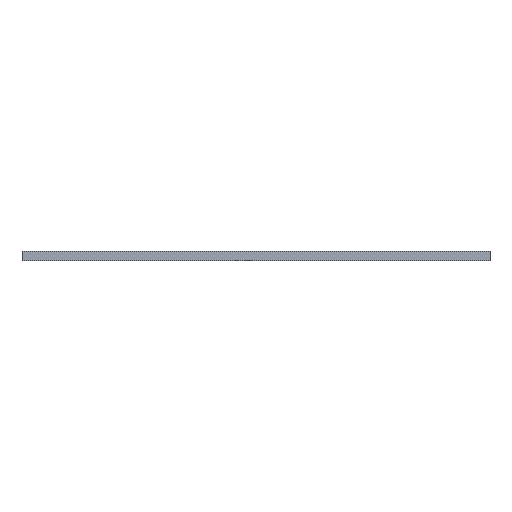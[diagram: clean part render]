
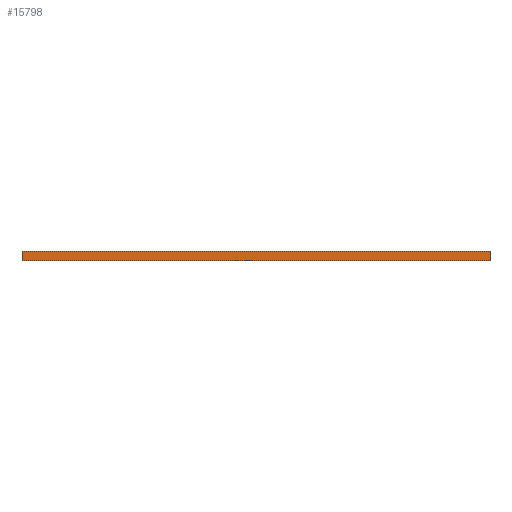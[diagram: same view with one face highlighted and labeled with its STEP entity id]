
A CAD part, front view. The second image highlights one B-rep face of the part: STEP entity #15798.
In plain terms, the highlighted planar face has unit normal (0, -1, 0).
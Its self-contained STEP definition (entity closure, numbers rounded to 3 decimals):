
#83 = PLANE('',#84);
#84 = AXIS2_PLACEMENT_3D('',#85,#86,#87);
#85 = CARTESIAN_POINT('',(28.576,-40.836,1.6));
#86 = DIRECTION('',(0.,0.,1.));
#87 = DIRECTION('',(1.,0.,-0.));
#137 = PLANE('',#138);
#138 = AXIS2_PLACEMENT_3D('',#139,#140,#141);
#139 = CARTESIAN_POINT('',(28.576,-40.836,0.));
#140 = DIRECTION('',(0.,0.,1.));
#141 = DIRECTION('',(1.,0.,-0.));
#330 = VERTEX_POINT('',#331);
#331 = CARTESIAN_POINT('',(-9.524,-114.304,0.));
#345 = PLANE('',#346);
#346 = AXIS2_PLACEMENT_3D('',#347,#348,#349);
#347 = CARTESIAN_POINT('',(-9.524,29.521,0.));
#348 = DIRECTION('',(1.,0.,-0.));
#349 = DIRECTION('',(0.,-1.,0.));
#357 = EDGE_CURVE('',#330,#358,#360,.T.);
#358 = VERTEX_POINT('',#359);
#359 = CARTESIAN_POINT('',(66.676,-114.304,0.));
#360 = SURFACE_CURVE('',#361,(#365,#372),.PCURVE_S1.);
#361 = LINE('',#362,#363);
#362 = CARTESIAN_POINT('',(-9.524,-114.304,0.));
#363 = VECTOR('',#364,1.);
#364 = DIRECTION('',(1.,0.,0.));
#365 = PCURVE('',#137,#366);
#366 = DEFINITIONAL_REPRESENTATION('',(#367),#371);
#367 = LINE('',#368,#369);
#368 = CARTESIAN_POINT('',(-38.1,-73.468));
#369 = VECTOR('',#370,1.);
#370 = DIRECTION('',(1.,0.));
#371 = ( GEOMETRIC_REPRESENTATION_CONTEXT(2) 
PARAMETRIC_REPRESENTATION_CONTEXT() REPRESENTATION_CONTEXT('2D SPACE',''
  ) );
#372 = PCURVE('',#373,#378);
#373 = PLANE('',#374);
#374 = AXIS2_PLACEMENT_3D('',#375,#376,#377);
#375 = CARTESIAN_POINT('',(-9.524,-114.304,0.));
#376 = DIRECTION('',(0.,1.,0.));
#377 = DIRECTION('',(1.,0.,0.));
#378 = DEFINITIONAL_REPRESENTATION('',(#379),#383);
#379 = LINE('',#380,#381);
#380 = CARTESIAN_POINT('',(0.,0.));
#381 = VECTOR('',#382,1.);
#382 = DIRECTION('',(1.,0.));
#383 = ( GEOMETRIC_REPRESENTATION_CONTEXT(2) 
PARAMETRIC_REPRESENTATION_CONTEXT() REPRESENTATION_CONTEXT('2D SPACE',''
  ) );
#401 = PLANE('',#402);
#402 = AXIS2_PLACEMENT_3D('',#403,#404,#405);
#403 = CARTESIAN_POINT('',(66.676,-114.304,0.));
#404 = DIRECTION('',(-1.,0.,0.));
#405 = DIRECTION('',(0.,1.,0.));
#8725 = VERTEX_POINT('',#8726);
#8726 = CARTESIAN_POINT('',(-9.524,-114.304,1.6));
#8747 = EDGE_CURVE('',#8725,#8748,#8750,.T.);
#8748 = VERTEX_POINT('',#8749);
#8749 = CARTESIAN_POINT('',(66.676,-114.304,1.6));
#8750 = SURFACE_CURVE('',#8751,(#8755,#8762),.PCURVE_S1.);
#8751 = LINE('',#8752,#8753);
#8752 = CARTESIAN_POINT('',(-9.524,-114.304,1.6));
#8753 = VECTOR('',#8754,1.);
#8754 = DIRECTION('',(1.,0.,0.));
#8755 = PCURVE('',#83,#8756);
#8756 = DEFINITIONAL_REPRESENTATION('',(#8757),#8761);
#8757 = LINE('',#8758,#8759);
#8758 = CARTESIAN_POINT('',(-38.1,-73.468));
#8759 = VECTOR('',#8760,1.);
#8760 = DIRECTION('',(1.,0.));
#8761 = ( GEOMETRIC_REPRESENTATION_CONTEXT(2) 
PARAMETRIC_REPRESENTATION_CONTEXT() REPRESENTATION_CONTEXT('2D SPACE',''
  ) );
#8762 = PCURVE('',#373,#8763);
#8763 = DEFINITIONAL_REPRESENTATION('',(#8764),#8768);
#8764 = LINE('',#8765,#8766);
#8765 = CARTESIAN_POINT('',(0.,-1.6));
#8766 = VECTOR('',#8767,1.);
#8767 = DIRECTION('',(1.,0.));
#8768 = ( GEOMETRIC_REPRESENTATION_CONTEXT(2) 
PARAMETRIC_REPRESENTATION_CONTEXT() REPRESENTATION_CONTEXT('2D SPACE',''
  ) );
#15748 = EDGE_CURVE('',#358,#8748,#15749,.T.);
#15749 = SURFACE_CURVE('',#15750,(#15754,#15761),.PCURVE_S1.);
#15750 = LINE('',#15751,#15752);
#15751 = CARTESIAN_POINT('',(66.676,-114.304,0.));
#15752 = VECTOR('',#15753,1.);
#15753 = DIRECTION('',(0.,0.,1.));
#15754 = PCURVE('',#401,#15755);
#15755 = DEFINITIONAL_REPRESENTATION('',(#15756),#15760);
#15756 = LINE('',#15757,#15758);
#15757 = CARTESIAN_POINT('',(0.,0.));
#15758 = VECTOR('',#15759,1.);
#15759 = DIRECTION('',(0.,-1.));
#15760 = ( GEOMETRIC_REPRESENTATION_CONTEXT(2) 
PARAMETRIC_REPRESENTATION_CONTEXT() REPRESENTATION_CONTEXT('2D SPACE',''
  ) );
#15761 = PCURVE('',#373,#15762);
#15762 = DEFINITIONAL_REPRESENTATION('',(#15763),#15767);
#15763 = LINE('',#15764,#15765);
#15764 = CARTESIAN_POINT('',(76.2,0.));
#15765 = VECTOR('',#15766,1.);
#15766 = DIRECTION('',(0.,-1.));
#15767 = ( GEOMETRIC_REPRESENTATION_CONTEXT(2) 
PARAMETRIC_REPRESENTATION_CONTEXT() REPRESENTATION_CONTEXT('2D SPACE',''
  ) );
#15777 = EDGE_CURVE('',#330,#8725,#15778,.T.);
#15778 = SURFACE_CURVE('',#15779,(#15783,#15790),.PCURVE_S1.);
#15779 = LINE('',#15780,#15781);
#15780 = CARTESIAN_POINT('',(-9.524,-114.304,0.));
#15781 = VECTOR('',#15782,1.);
#15782 = DIRECTION('',(0.,0.,1.));
#15783 = PCURVE('',#345,#15784);
#15784 = DEFINITIONAL_REPRESENTATION('',(#15785),#15789);
#15785 = LINE('',#15786,#15787);
#15786 = CARTESIAN_POINT('',(143.825,0.));
#15787 = VECTOR('',#15788,1.);
#15788 = DIRECTION('',(0.,-1.));
#15789 = ( GEOMETRIC_REPRESENTATION_CONTEXT(2) 
PARAMETRIC_REPRESENTATION_CONTEXT() REPRESENTATION_CONTEXT('2D SPACE',''
  ) );
#15790 = PCURVE('',#373,#15791);
#15791 = DEFINITIONAL_REPRESENTATION('',(#15792),#15796);
#15792 = LINE('',#15793,#15794);
#15793 = CARTESIAN_POINT('',(0.,0.));
#15794 = VECTOR('',#15795,1.);
#15795 = DIRECTION('',(0.,-1.));
#15796 = ( GEOMETRIC_REPRESENTATION_CONTEXT(2) 
PARAMETRIC_REPRESENTATION_CONTEXT() REPRESENTATION_CONTEXT('2D SPACE',''
  ) );
#15798 = ADVANCED_FACE('',(#15799),#373,.F.);
#15799 = FACE_BOUND('',#15800,.F.);
#15800 = EDGE_LOOP('',(#15801,#15802,#15803,#15804));
#15801 = ORIENTED_EDGE('',*,*,#15777,.T.);
#15802 = ORIENTED_EDGE('',*,*,#8747,.T.);
#15803 = ORIENTED_EDGE('',*,*,#15748,.F.);
#15804 = ORIENTED_EDGE('',*,*,#357,.F.);
